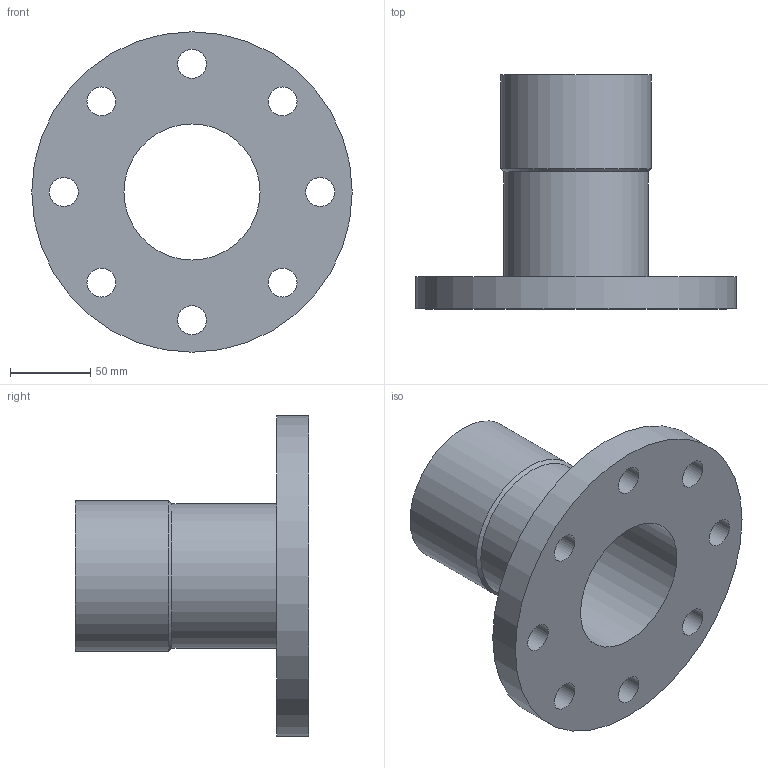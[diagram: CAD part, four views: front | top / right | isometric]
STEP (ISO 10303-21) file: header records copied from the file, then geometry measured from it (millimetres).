
FILE_DESCRIPTION(/* description */ ('Unknown'),/* implementation_level */ '2;1');
FILE_NAME(/* name */ 'F19DN88,9',/* time_stamp */ '2019-10-25T10:35:38+02:00',/* author */ ('Unknown'),/* organization */ ('Unknown'),/* preprocessor_version */ 'ST-DEVELOPER v16.7',/* originating_system */ 'DEX',/* authorisation */ $);
FILE_SCHEMA (('AUTOMOTIVE_DESIGN {1 0 10303 214 3 1 1}'));
Length unit declared in the file: millimetre
Products named in the file (1): F19DN88,9
Bounding box: 200 x 146 x 200 mm (x, y, z)
Volume: 566242.8 mm3; surface area: 145892.8 mm2
Topology: 1 solids, 1 shells, 18 faces, 51 edges, 37 vertices
Faces by surface type: cylinder 13, plane 4, cone 1
Full cylindrical faces by diameter (mm): 18 x8, 84.9 x1, 89 x1, 90 x1, 94 x1, 200 x1
Entity records: 510 total; most frequent: DIRECTION 90, CARTESIAN_POINT 71, ORIENTED_EDGE 52, EDGE_LOOP 52, FACE_BOUND 52, AXIS2_PLACEMENT_3D 45, EDGE_CURVE 26, VERTEX_POINT 26
